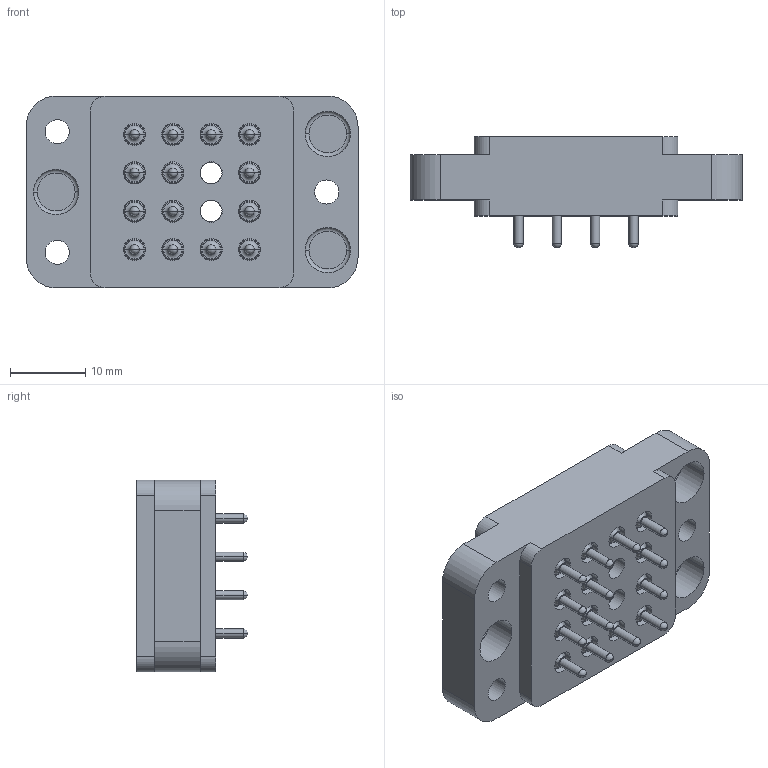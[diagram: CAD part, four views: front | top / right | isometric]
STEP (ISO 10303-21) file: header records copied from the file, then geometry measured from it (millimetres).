
FILE_DESCRIPTION((''),'2;1');
FILE_NAME('00150082202','2020-02-19T',('presta_be4'),(''),'CREO PARAMETRIC BY PTC INC, 2018360','CREO PARAMETRIC BY PTC INC, 2018360','');
FILE_SCHEMA(('CONFIG_CONTROL_DESIGN'));
Length unit declared in the file: millimetre
Products named in the file (1): 00150082202
Bounding box: 44 x 14.75 x 25.4 mm (x, y, z)
Volume: 8516 mm3; surface area: 7555.5 mm2
Topology: 1 solids, 1 shells, 1196 faces, 3111 edges, 1996 vertices
Faces by surface type: plane 644, cylinder 290, cone 144, torus 90, sphere 28
Entity records: 38705 total; most frequent: CARTESIAN_POINT 9047, DIRECTION 6295, ORIENTED_EDGE 6110, EDGE_CURVE 3055, AXIS2_PLACEMENT_3D 2268, VERTEX_POINT 1996, VECTOR 1759, LINE 1759
